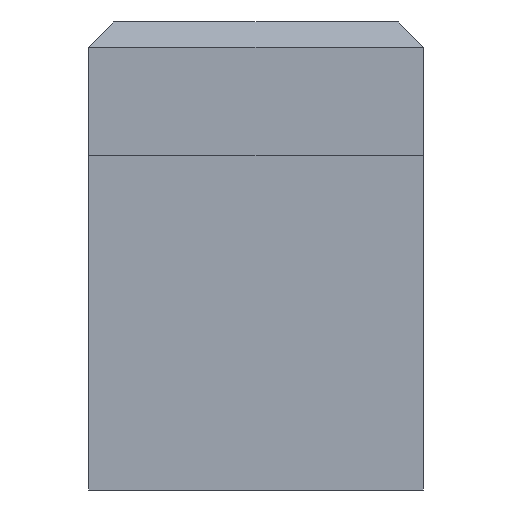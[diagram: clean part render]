
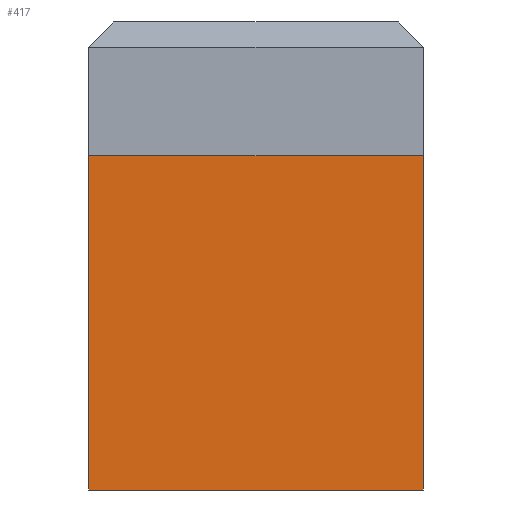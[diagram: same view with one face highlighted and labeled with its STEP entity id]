
A CAD part, front view. The second image highlights one B-rep face of the part: STEP entity #417.
In plain terms, the highlighted planar face has unit normal (0, -1, 0).
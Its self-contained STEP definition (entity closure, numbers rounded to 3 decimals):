
#3 = ORIENTED_EDGE ( 'NONE', *, *, #530, .T. ) ;
#40 = LINE ( 'NONE', #555, #526 ) ;
#41 = CARTESIAN_POINT ( 'NONE',  ( -10., -12.5, 20. ) ) ;
#53 = LINE ( 'NONE', #41, #296 ) ;
#89 = VECTOR ( 'NONE', #592, 1000. ) ;
#105 = LINE ( 'NONE', #496, #89 ) ;
#106 = VERTEX_POINT ( 'NONE', #286 ) ;
#126 = FACE_OUTER_BOUND ( 'NONE', #292, .T. ) ;
#129 = ORIENTED_EDGE ( 'NONE', *, *, #570, .F. ) ;
#188 = AXIS2_PLACEMENT_3D ( 'NONE', #344, #478, #416 ) ;
#223 = VECTOR ( 'NONE', #674, 1000. ) ;
#263 = DIRECTION ( 'NONE',  ( 1., 0., 0. ) ) ;
#280 = VERTEX_POINT ( 'NONE', #543 ) ;
#286 = CARTESIAN_POINT ( 'NONE',  ( 10., -12.5, 0. ) ) ;
#292 = EDGE_LOOP ( 'NONE', ( #626, #630, #129, #3 ) ) ;
#296 = VECTOR ( 'NONE', #263, 1000. ) ;
#317 = CARTESIAN_POINT ( 'NONE',  ( -10., -12.5, 20. ) ) ;
#323 = LINE ( 'NONE', #442, #223 ) ;
#344 = CARTESIAN_POINT ( 'NONE',  ( -10., -12.5, 20. ) ) ;
#364 = EDGE_CURVE ( 'NONE', #280, #106, #105, .T. ) ;
#385 = VERTEX_POINT ( 'NONE', #317 ) ;
#392 = DIRECTION ( 'NONE',  ( 1., 0., 0. ) ) ;
#416 = DIRECTION ( 'NONE',  ( 0., 0., 1. ) ) ;
#417 = ADVANCED_FACE ( 'NONE', ( #126 ), #468, .F. ) ;
#431 = CARTESIAN_POINT ( 'NONE',  ( -10., -12.5, 0. ) ) ;
#442 = CARTESIAN_POINT ( 'NONE',  ( -10., -12.5, 20. ) ) ;
#468 = PLANE ( 'NONE',  #188 ) ;
#478 = DIRECTION ( 'NONE',  ( 0., 1., 0. ) ) ;
#496 = CARTESIAN_POINT ( 'NONE',  ( 10., -12.5, 20. ) ) ;
#523 = EDGE_CURVE ( 'NONE', #731, #106, #40, .T. ) ;
#526 = VECTOR ( 'NONE', #392, 1000. ) ;
#530 = EDGE_CURVE ( 'NONE', #385, #731, #323, .T. ) ;
#543 = CARTESIAN_POINT ( 'NONE',  ( 10., -12.5, 20. ) ) ;
#555 = CARTESIAN_POINT ( 'NONE',  ( -10., -12.5, 0. ) ) ;
#570 = EDGE_CURVE ( 'NONE', #385, #280, #53, .T. ) ;
#592 = DIRECTION ( 'NONE',  ( 0., 0., -1. ) ) ;
#626 = ORIENTED_EDGE ( 'NONE', *, *, #523, .T. ) ;
#630 = ORIENTED_EDGE ( 'NONE', *, *, #364, .F. ) ;
#674 = DIRECTION ( 'NONE',  ( 0., 0., -1. ) ) ;
#731 = VERTEX_POINT ( 'NONE', #431 ) ;
